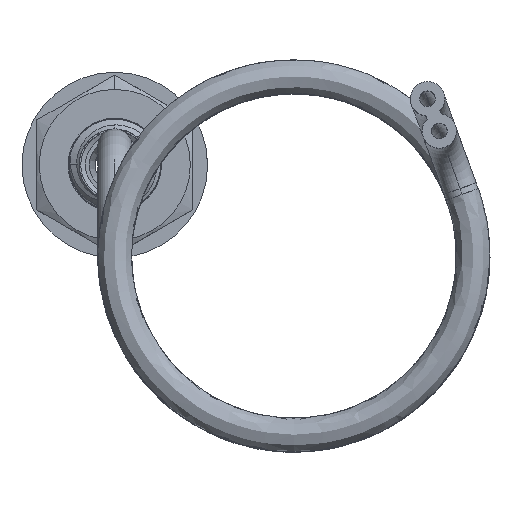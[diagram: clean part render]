
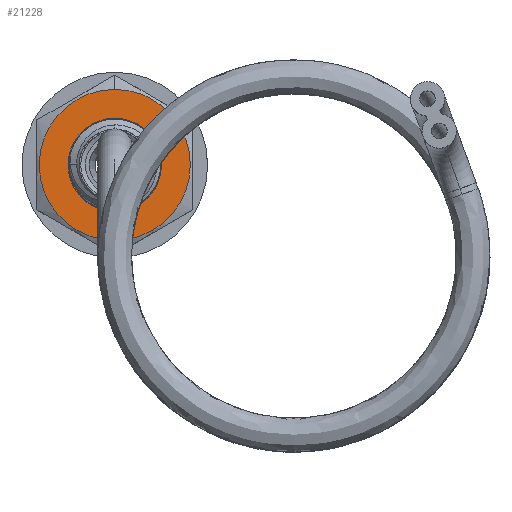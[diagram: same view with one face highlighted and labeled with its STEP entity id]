
A CAD part, top view. The second image highlights one B-rep face of the part: STEP entity #21228.
In plain terms, the highlighted face is planar.
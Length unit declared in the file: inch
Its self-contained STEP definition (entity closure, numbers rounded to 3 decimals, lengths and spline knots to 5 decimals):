
#20479=CARTESIAN_POINT('',(0.,0.13696,0.));
#20480=DIRECTION('',(0.,1.,0.));
#20481=DIRECTION('',(0.,0.,1.));
#20482=AXIS2_PLACEMENT_3D('',#20479,#20480,#20481);
#20492=CARTESIAN_POINT('',(0.,0.13696,0.));
#20493=DIRECTION('',(0.,1.,0.));
#20494=DIRECTION('',(0.,0.,-1.));
#20495=AXIS2_PLACEMENT_3D('',#20492,#20493,#20494);
#21090=CARTESIAN_POINT('',(0.,0.13696,0.));
#21091=DIRECTION('',(0.,-1.,0.));
#21092=DIRECTION('',(0.,0.,1.));
#21093=AXIS2_PLACEMENT_3D('',#21090,#21091,#21092);
#21099=CARTESIAN_POINT('',(0.,0.13696,0.));
#21100=DIRECTION('',(0.,-1.,0.));
#21101=DIRECTION('',(0.,0.,-1.));
#21102=AXIS2_PLACEMENT_3D('',#21099,#21100,#21101);
#21113=CARTESIAN_POINT('',(0.,0.13696,0.19093));
#21114=CARTESIAN_POINT('',(0.,0.13696,-0.19093));
#21115=VERTEX_POINT('',#21113);
#21116=VERTEX_POINT('',#21114);
#21145=CARTESIAN_POINT('',(0.,0.13696,-0.10462));
#21146=VERTEX_POINT('',#21145);
#21171=CARTESIAN_POINT('',(0.,0.13696,0.10462));
#21172=VERTEX_POINT('',#21171);
#21212=CARTESIAN_POINT('',(0.09843,0.13696,0.));
#21213=DIRECTION('',(0.,1.,0.));
#21214=DIRECTION('',(0.,0.,1.));
#21215=AXIS2_PLACEMENT_3D('',#21212,#21213,#21214);
#21216=PLANE('',#21215);
#21217=ORIENTED_EDGE('',*,*,#21197,.F.);
#21219=ORIENTED_EDGE('',*,*,#21218,.F.);
#21220=EDGE_LOOP('',(#21217,#21219));
#21221=FACE_OUTER_BOUND('',#21220,.F.);
#21223=ORIENTED_EDGE('',*,*,#21222,.F.);
#21225=ORIENTED_EDGE('',*,*,#21224,.F.);
#21226=EDGE_LOOP('',(#21223,#21225));
#21227=FACE_BOUND('',#21226,.F.);
#21228=ADVANCED_FACE('',(#21221,#21227),#21216,.T.);
#20483=CIRCLE('',#20482,0.19093);
#20496=CIRCLE('',#20495,0.19093);
#21094=CIRCLE('',#21093,0.10462);
#21103=CIRCLE('',#21102,0.10462);
#21197=EDGE_CURVE('',#21115,#21116,#20483,.T.);
#21218=EDGE_CURVE('',#21116,#21115,#20496,.T.);
#21222=EDGE_CURVE('',#21146,#21172,#21103,.T.);
#21224=EDGE_CURVE('',#21172,#21146,#21094,.T.);
